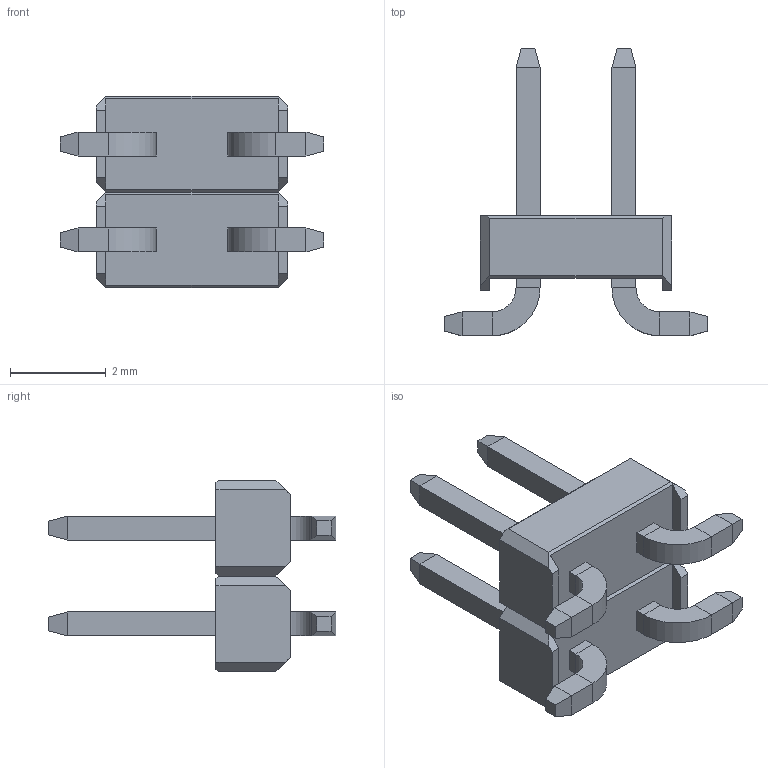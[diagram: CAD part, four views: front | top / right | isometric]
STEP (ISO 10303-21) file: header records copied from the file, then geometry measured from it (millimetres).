
FILE_DESCRIPTION (( 'STEP AP214' ), '1' );
FILE_NAME ('2x2 2.0MM MALE SMD.STEP', '2021-10-12T08:34:19', ( '' ), ( '' ), 'SwSTEP 2.0', 'SolidWorks 2019', '' );
FILE_SCHEMA (( 'AUTOMOTIVE_DESIGN' ));
Length unit declared in the file: millimetre
Products named in the file (1): 2x2 2.0MM MALE SMD
Bounding box: 5.5 x 6 x 4 mm (x, y, z)
Volume: 26.5 mm3; surface area: 108.9 mm2
Topology: 2 solids, 2 shells, 140 faces, 320 edges, 192 vertices
Faces by surface type: plane 132, cylinder 8
Entity records: 5371 total; most frequent: CARTESIAN_POINT 653, ORIENTED_EDGE 640, DIRECTION 618, EDGE_CURVE 320, LINE 304, VECTOR 304, VERTEX_POINT 192, AXIS2_PLACEMENT_3D 157
